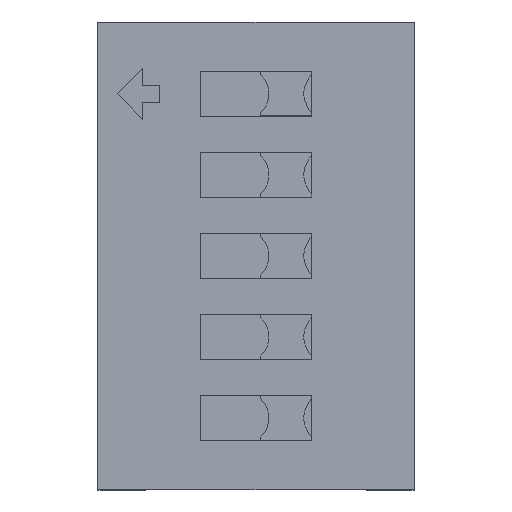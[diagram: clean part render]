
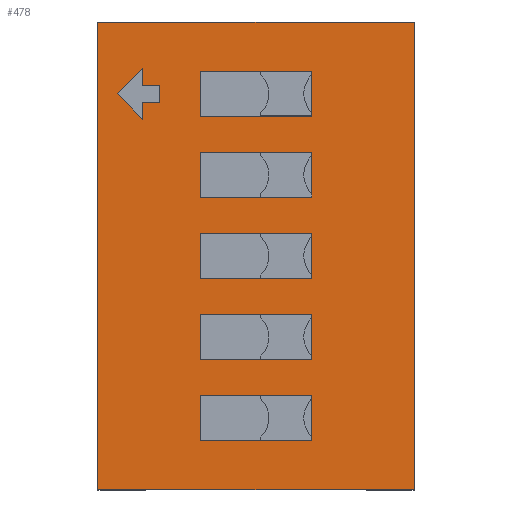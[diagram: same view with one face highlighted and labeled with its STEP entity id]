
A CAD part, top view. The second image highlights one B-rep face of the part: STEP entity #478.
In plain terms, the highlighted planar face has unit normal (0, 0, 1).
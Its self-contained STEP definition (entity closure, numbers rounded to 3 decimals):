
#27=VECTOR('',#28,1.);
#28=DIRECTION('',(-1.,0.,0.));
#46=DIRECTION('',(0.,-1.,0.));
#56=VECTOR('',#46,1.);
#70=DIRECTION('',(0.,0.,-1.));
#76=VERTEX_POINT('',#77);
#77=CARTESIAN_POINT('',(-1.14,2.245,5.85));
#80=EDGE_CURVE('',#76,#81,#83,.T.);
#81=VERTEX_POINT('',#82);
#82=CARTESIAN_POINT('',(-1.14,-12.405,5.85));
#83=LINE('',#77,#56);
#103=DIRECTION('',(1.,0.,0.));
#113=VECTOR('',#114,1.);
#114=DIRECTION('',(0.,1.,0.));
#120=VECTOR('',#103,1.);
#411=VERTEX_POINT('',#412);
#412=CARTESIAN_POINT('',(8.76,2.245,5.85));
#415=EDGE_CURVE('',#411,#76,#416,.T.);
#416=LINE('',#412,#27);
#458=EDGE_CURVE('',#81,#459,#461,.T.);
#459=VERTEX_POINT('',#460);
#460=CARTESIAN_POINT('',(8.76,-12.405,5.85));
#461=LINE('',#82,#120);
#478=ADVANCED_FACE('',(#479,#487,#528,#566,#604,#642,#680),#718,.F.);
#479=FACE_BOUND('',#480,.F.);
#480=EDGE_LOOP('',(#481,#484,#485,#486));
#481=ORIENTED_EDGE('',*,*,#482,.F.);
#482=EDGE_CURVE('',#459,#411,#483,.T.);
#483=LINE('',#460,#113);
#484=ORIENTED_EDGE('',*,*,#458,.F.);
#485=ORIENTED_EDGE('',*,*,#80,.F.);
#486=ORIENTED_EDGE('',*,*,#415,.F.);
#487=FACE_BOUND('',#488,.F.);
#488=EDGE_LOOP('',(#489,#496,#501,#506,#511,#516,#523));
#489=ORIENTED_EDGE('',*,*,#490,.T.);
#490=EDGE_CURVE('',#491,#493,#495,.T.);
#491=VERTEX_POINT('',#492);
#492=CARTESIAN_POINT('',(0.26,-0.8,5.85));
#493=VERTEX_POINT('',#494);
#494=CARTESIAN_POINT('',(0.26,-0.267,5.85));
#495=LINE('',#492,#113);
#496=ORIENTED_EDGE('',*,*,#497,.T.);
#497=EDGE_CURVE('',#493,#498,#500,.T.);
#498=VERTEX_POINT('',#499);
#499=CARTESIAN_POINT('',(0.793,-0.267,5.85));
#500=LINE('',#494,#120);
#501=ORIENTED_EDGE('',*,*,#502,.T.);
#502=EDGE_CURVE('',#498,#503,#505,.T.);
#503=VERTEX_POINT('',#504);
#504=CARTESIAN_POINT('',(0.793,0.267,5.85));
#505=LINE('',#499,#113);
#506=ORIENTED_EDGE('',*,*,#507,.T.);
#507=EDGE_CURVE('',#503,#508,#510,.T.);
#508=VERTEX_POINT('',#509);
#509=CARTESIAN_POINT('',(0.26,0.267,5.85));
#510=LINE('',#504,#27);
#511=ORIENTED_EDGE('',*,*,#512,.T.);
#512=EDGE_CURVE('',#508,#513,#515,.T.);
#513=VERTEX_POINT('',#514);
#514=CARTESIAN_POINT('',(0.26,0.8,5.85));
#515=LINE('',#509,#113);
#516=ORIENTED_EDGE('',*,*,#517,.T.);
#517=EDGE_CURVE('',#513,#518,#520,.T.);
#518=VERTEX_POINT('',#519);
#519=CARTESIAN_POINT('',(-0.54,0.,5.85));
#520=LINE('',#514,#521);
#521=VECTOR('',#522,1.);
#522=DIRECTION('',(-0.707,-0.707,0.));
#523=ORIENTED_EDGE('',*,*,#524,.T.);
#524=EDGE_CURVE('',#518,#491,#525,.T.);
#525=LINE('',#519,#526);
#526=VECTOR('',#527,1.);
#527=DIRECTION('',(0.707,-0.707,0.));
#528=FACE_BOUND('',#529,.F.);
#529=EDGE_LOOP('',(#530,#537,#541,#545,#550,#554,#559,#564));
#530=ORIENTED_EDGE('',*,*,#531,.T.);
#531=EDGE_CURVE('',#532,#534,#536,.T.);
#532=VERTEX_POINT('',#533);
#533=CARTESIAN_POINT('',(5.56,-0.7,5.85));
#534=VERTEX_POINT('',#535);
#535=CARTESIAN_POINT('',(5.56,-0.602,5.85));
#536=LINE('',#533,#113);
#537=ORIENTED_EDGE('',*,*,#538,.T.);
#538=EDGE_CURVE('',#534,#539,#536,.T.);
#539=VERTEX_POINT('',#540);
#540=CARTESIAN_POINT('',(5.56,0.602,5.85));
#541=ORIENTED_EDGE('',*,*,#542,.T.);
#542=EDGE_CURVE('',#539,#543,#536,.T.);
#543=VERTEX_POINT('',#544);
#544=CARTESIAN_POINT('',(5.56,0.7,5.85));
#545=ORIENTED_EDGE('',*,*,#546,.T.);
#546=EDGE_CURVE('',#543,#547,#549,.T.);
#547=VERTEX_POINT('',#548);
#548=CARTESIAN_POINT('',(3.96,0.7,5.85));
#549=LINE('',#544,#27);
#550=ORIENTED_EDGE('',*,*,#551,.T.);
#551=EDGE_CURVE('',#547,#552,#549,.T.);
#552=VERTEX_POINT('',#553);
#553=CARTESIAN_POINT('',(2.06,0.7,5.85));
#554=ORIENTED_EDGE('',*,*,#555,.T.);
#555=EDGE_CURVE('',#552,#556,#558,.T.);
#556=VERTEX_POINT('',#557);
#557=CARTESIAN_POINT('',(2.06,-0.7,5.85));
#558=LINE('',#553,#56);
#559=ORIENTED_EDGE('',*,*,#560,.T.);
#560=EDGE_CURVE('',#556,#561,#563,.T.);
#561=VERTEX_POINT('',#562);
#562=CARTESIAN_POINT('',(3.96,-0.7,5.85));
#563=LINE('',#557,#120);
#564=ORIENTED_EDGE('',*,*,#565,.T.);
#565=EDGE_CURVE('',#561,#532,#563,.T.);
#566=FACE_BOUND('',#567,.F.);
#567=EDGE_LOOP('',(#568,#575,#579,#584,#588,#592,#597,#601));
#568=ORIENTED_EDGE('',*,*,#569,.T.);
#569=EDGE_CURVE('',#570,#572,#574,.T.);
#570=VERTEX_POINT('',#571);
#571=CARTESIAN_POINT('',(2.06,-5.78,5.85));
#572=VERTEX_POINT('',#573);
#573=CARTESIAN_POINT('',(3.96,-5.78,5.85));
#574=LINE('',#571,#120);
#575=ORIENTED_EDGE('',*,*,#576,.T.);
#576=EDGE_CURVE('',#572,#577,#574,.T.);
#577=VERTEX_POINT('',#578);
#578=CARTESIAN_POINT('',(5.56,-5.78,5.85));
#579=ORIENTED_EDGE('',*,*,#580,.T.);
#580=EDGE_CURVE('',#577,#581,#583,.T.);
#581=VERTEX_POINT('',#582);
#582=CARTESIAN_POINT('',(5.56,-5.682,5.85));
#583=LINE('',#578,#113);
#584=ORIENTED_EDGE('',*,*,#585,.T.);
#585=EDGE_CURVE('',#581,#586,#583,.T.);
#586=VERTEX_POINT('',#587);
#587=CARTESIAN_POINT('',(5.56,-4.478,5.85));
#588=ORIENTED_EDGE('',*,*,#589,.T.);
#589=EDGE_CURVE('',#586,#590,#583,.T.);
#590=VERTEX_POINT('',#591);
#591=CARTESIAN_POINT('',(5.56,-4.38,5.85));
#592=ORIENTED_EDGE('',*,*,#593,.T.);
#593=EDGE_CURVE('',#590,#594,#596,.T.);
#594=VERTEX_POINT('',#595);
#595=CARTESIAN_POINT('',(3.96,-4.38,5.85));
#596=LINE('',#591,#27);
#597=ORIENTED_EDGE('',*,*,#598,.T.);
#598=EDGE_CURVE('',#594,#599,#596,.T.);
#599=VERTEX_POINT('',#600);
#600=CARTESIAN_POINT('',(2.06,-4.38,5.85));
#601=ORIENTED_EDGE('',*,*,#602,.T.);
#602=EDGE_CURVE('',#599,#570,#603,.T.);
#603=LINE('',#600,#56);
#604=FACE_BOUND('',#605,.F.);
#605=EDGE_LOOP('',(#606,#613,#618,#622,#627,#631,#635,#640));
#606=ORIENTED_EDGE('',*,*,#607,.T.);
#607=EDGE_CURVE('',#608,#610,#612,.T.);
#608=VERTEX_POINT('',#609);
#609=CARTESIAN_POINT('',(2.06,-1.84,5.85));
#610=VERTEX_POINT('',#611);
#611=CARTESIAN_POINT('',(2.06,-3.24,5.85));
#612=LINE('',#609,#56);
#613=ORIENTED_EDGE('',*,*,#614,.T.);
#614=EDGE_CURVE('',#610,#615,#617,.T.);
#615=VERTEX_POINT('',#616);
#616=CARTESIAN_POINT('',(3.96,-3.24,5.85));
#617=LINE('',#611,#120);
#618=ORIENTED_EDGE('',*,*,#619,.T.);
#619=EDGE_CURVE('',#615,#620,#617,.T.);
#620=VERTEX_POINT('',#621);
#621=CARTESIAN_POINT('',(5.56,-3.24,5.85));
#622=ORIENTED_EDGE('',*,*,#623,.T.);
#623=EDGE_CURVE('',#620,#624,#626,.T.);
#624=VERTEX_POINT('',#625);
#625=CARTESIAN_POINT('',(5.56,-3.142,5.85));
#626=LINE('',#621,#113);
#627=ORIENTED_EDGE('',*,*,#628,.T.);
#628=EDGE_CURVE('',#624,#629,#626,.T.);
#629=VERTEX_POINT('',#630);
#630=CARTESIAN_POINT('',(5.56,-1.938,5.85));
#631=ORIENTED_EDGE('',*,*,#632,.T.);
#632=EDGE_CURVE('',#629,#633,#626,.T.);
#633=VERTEX_POINT('',#634);
#634=CARTESIAN_POINT('',(5.56,-1.84,5.85));
#635=ORIENTED_EDGE('',*,*,#636,.T.);
#636=EDGE_CURVE('',#633,#637,#639,.T.);
#637=VERTEX_POINT('',#638);
#638=CARTESIAN_POINT('',(3.96,-1.84,5.85));
#639=LINE('',#634,#27);
#640=ORIENTED_EDGE('',*,*,#641,.T.);
#641=EDGE_CURVE('',#637,#608,#639,.T.);
#642=FACE_BOUND('',#643,.F.);
#643=EDGE_LOOP('',(#644,#651,#655,#659,#664,#668,#673,#678));
#644=ORIENTED_EDGE('',*,*,#645,.T.);
#645=EDGE_CURVE('',#646,#648,#650,.T.);
#646=VERTEX_POINT('',#647);
#647=CARTESIAN_POINT('',(5.56,-10.86,5.85));
#648=VERTEX_POINT('',#649);
#649=CARTESIAN_POINT('',(5.56,-10.762,5.85));
#650=LINE('',#647,#113);
#651=ORIENTED_EDGE('',*,*,#652,.T.);
#652=EDGE_CURVE('',#648,#653,#650,.T.);
#653=VERTEX_POINT('',#654);
#654=CARTESIAN_POINT('',(5.56,-9.558,5.85));
#655=ORIENTED_EDGE('',*,*,#656,.T.);
#656=EDGE_CURVE('',#653,#657,#650,.T.);
#657=VERTEX_POINT('',#658);
#658=CARTESIAN_POINT('',(5.56,-9.46,5.85));
#659=ORIENTED_EDGE('',*,*,#660,.T.);
#660=EDGE_CURVE('',#657,#661,#663,.T.);
#661=VERTEX_POINT('',#662);
#662=CARTESIAN_POINT('',(3.96,-9.46,5.85));
#663=LINE('',#658,#27);
#664=ORIENTED_EDGE('',*,*,#665,.T.);
#665=EDGE_CURVE('',#661,#666,#663,.T.);
#666=VERTEX_POINT('',#667);
#667=CARTESIAN_POINT('',(2.06,-9.46,5.85));
#668=ORIENTED_EDGE('',*,*,#669,.T.);
#669=EDGE_CURVE('',#666,#670,#672,.T.);
#670=VERTEX_POINT('',#671);
#671=CARTESIAN_POINT('',(2.06,-10.86,5.85));
#672=LINE('',#667,#56);
#673=ORIENTED_EDGE('',*,*,#674,.T.);
#674=EDGE_CURVE('',#670,#675,#677,.T.);
#675=VERTEX_POINT('',#676);
#676=CARTESIAN_POINT('',(3.96,-10.86,5.85));
#677=LINE('',#671,#120);
#678=ORIENTED_EDGE('',*,*,#679,.T.);
#679=EDGE_CURVE('',#675,#646,#677,.T.);
#680=FACE_BOUND('',#681,.F.);
#681=EDGE_LOOP('',(#682,#689,#693,#697,#702,#706,#711,#716));
#682=ORIENTED_EDGE('',*,*,#683,.T.);
#683=EDGE_CURVE('',#684,#686,#688,.T.);
#684=VERTEX_POINT('',#685);
#685=CARTESIAN_POINT('',(5.56,-8.32,5.85));
#686=VERTEX_POINT('',#687);
#687=CARTESIAN_POINT('',(5.56,-8.222,5.85));
#688=LINE('',#685,#113);
#689=ORIENTED_EDGE('',*,*,#690,.T.);
#690=EDGE_CURVE('',#686,#691,#688,.T.);
#691=VERTEX_POINT('',#692);
#692=CARTESIAN_POINT('',(5.56,-7.018,5.85));
#693=ORIENTED_EDGE('',*,*,#694,.T.);
#694=EDGE_CURVE('',#691,#695,#688,.T.);
#695=VERTEX_POINT('',#696);
#696=CARTESIAN_POINT('',(5.56,-6.92,5.85));
#697=ORIENTED_EDGE('',*,*,#698,.T.);
#698=EDGE_CURVE('',#695,#699,#701,.T.);
#699=VERTEX_POINT('',#700);
#700=CARTESIAN_POINT('',(3.96,-6.92,5.85));
#701=LINE('',#696,#27);
#702=ORIENTED_EDGE('',*,*,#703,.T.);
#703=EDGE_CURVE('',#699,#704,#701,.T.);
#704=VERTEX_POINT('',#705);
#705=CARTESIAN_POINT('',(2.06,-6.92,5.85));
#706=ORIENTED_EDGE('',*,*,#707,.T.);
#707=EDGE_CURVE('',#704,#708,#710,.T.);
#708=VERTEX_POINT('',#709);
#709=CARTESIAN_POINT('',(2.06,-8.32,5.85));
#710=LINE('',#705,#56);
#711=ORIENTED_EDGE('',*,*,#712,.T.);
#712=EDGE_CURVE('',#708,#713,#715,.T.);
#713=VERTEX_POINT('',#714);
#714=CARTESIAN_POINT('',(3.96,-8.32,5.85));
#715=LINE('',#709,#120);
#716=ORIENTED_EDGE('',*,*,#717,.T.);
#717=EDGE_CURVE('',#713,#684,#715,.T.);
#718=PLANE('',#719);
#719=AXIS2_PLACEMENT_3D('',#460,#70,#46);
